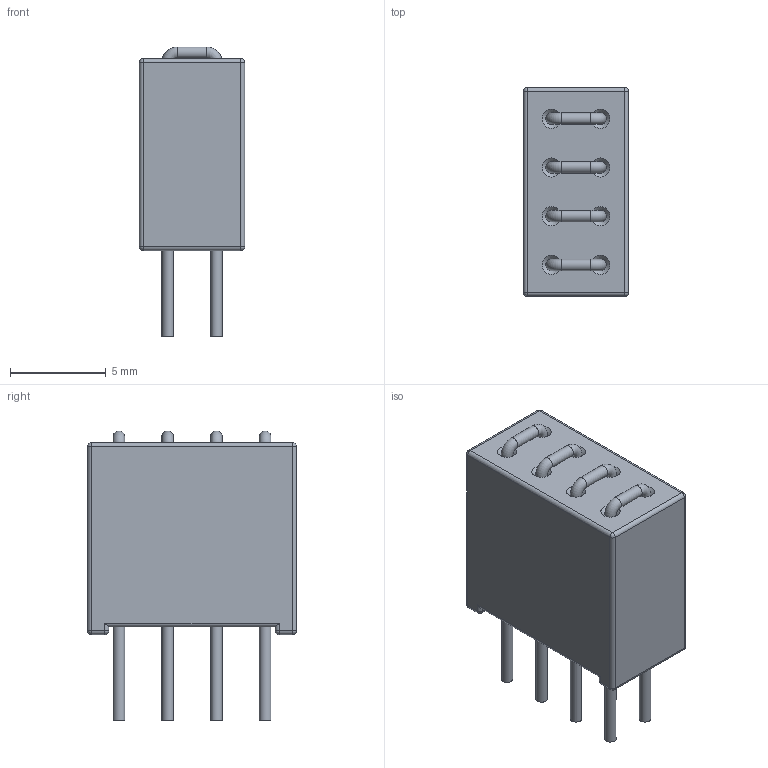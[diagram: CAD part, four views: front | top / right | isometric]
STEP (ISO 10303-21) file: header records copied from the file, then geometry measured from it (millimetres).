
FILE_DESCRIPTION(/* description */ ('Unknown'),/* implementation_level */ '2;1');
FILE_NAME(/* name */ '74273012',/* time_stamp */ '2020-10-02T07:13:12+02:00',/* author */ ('Unknown'),/* organization */ ('Unknown'),/* preprocessor_version */ 'ST-DEVELOPER v16.7',/* originating_system */ 'DEX',/* authorisation */ $);
FILE_SCHEMA (('AUTOMOTIVE_DESIGN {1 0 10303 214 3 1 1}'));
Length unit declared in the file: millimetre
Products named in the file (3): 74273012; Gehäuse; Pin
Assembly tree (5 placements, depth 2):
  74273012
    Gehäuse
    Pin  x4
Bounding box: 5.49 x 10.88 x 15.11 mm (x, y, z)
Volume: 590.7 mm3; surface area: 813.2 mm2
Topology: 5 solids, 5 shells, 96 faces, 198 edges, 100 vertices
Faces by surface type: cylinder 42, plane 18, cone 16, sphere 12, torus 8
Full cylindrical faces by diameter (mm): 0.6 x20
Entity records: 1912 total; most frequent: DIRECTION 364, CARTESIAN_POINT 287, ORIENTED_EDGE 248, AXIS2_PLACEMENT_3D 159, EDGE_CURVE 124, EDGE_LOOP 120, FACE_BOUND 120, VERTEX_POINT 82
